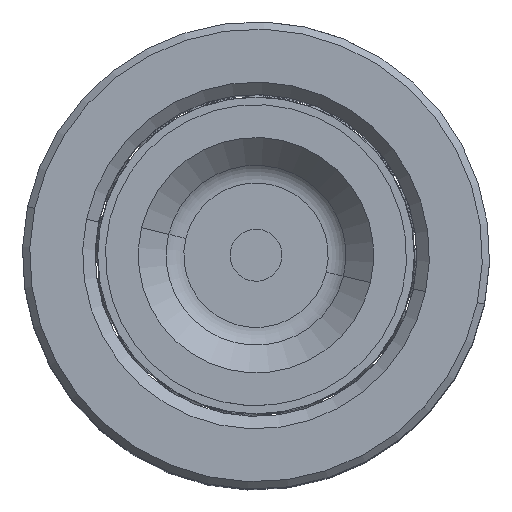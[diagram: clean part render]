
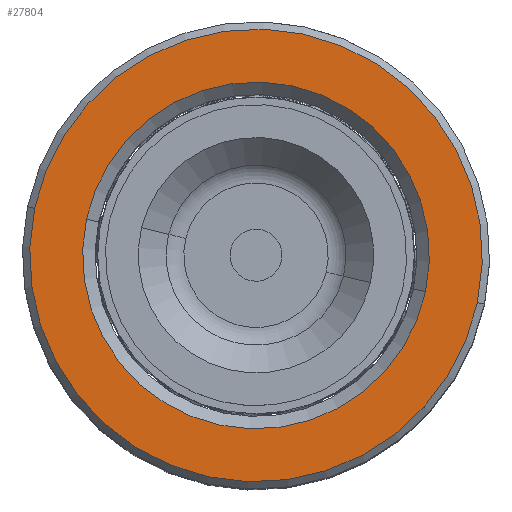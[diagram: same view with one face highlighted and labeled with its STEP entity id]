
A CAD part, top view. The second image highlights one B-rep face of the part: STEP entity #27804.
In plain terms, the highlighted planar face has unit normal (0, 0, 1).
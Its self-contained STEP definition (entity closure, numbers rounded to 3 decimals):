
#2452 = VERTEX_POINT ( 'NONE', #16686 ) ;
#3518 = AXIS2_PLACEMENT_3D ( 'NONE', #31266, #12033, #30802 ) ;
#3575 = CIRCLE ( 'NONE', #15478, 16.7 ) ;
#6297 = FACE_BOUND ( 'NONE', #16114, .T. ) ;
#6875 = PLANE ( 'NONE',  #3518 ) ;
#8081 = DIRECTION ( 'NONE',  ( 0., 0., 1. ) ) ;
#8323 = CARTESIAN_POINT ( 'NONE',  ( -16.7, 0., 60. ) ) ;
#10054 = AXIS2_PLACEMENT_3D ( 'NONE', #22841, #22943, #15309 ) ;
#10254 = AXIS2_PLACEMENT_3D ( 'NONE', #18256, #8081, #16087 ) ;
#10357 = CIRCLE ( 'NONE', #10254, 21.8 ) ;
#10753 = CARTESIAN_POINT ( 'NONE',  ( 0., 0., 60. ) ) ;
#12033 = DIRECTION ( 'NONE',  ( 0., 0., 1. ) ) ;
#13712 = EDGE_CURVE ( 'NONE', #25589, #2452, #10357, .T. ) ;
#13749 = AXIS2_PLACEMENT_3D ( 'NONE', #10753, #26956, #15903 ) ;
#15309 = DIRECTION ( 'NONE',  ( 1., 0., 0. ) ) ;
#15478 = AXIS2_PLACEMENT_3D ( 'NONE', #31438, #16050, #31918 ) ;
#15903 = DIRECTION ( 'NONE',  ( 1., 0., 0. ) ) ;
#16050 = DIRECTION ( 'NONE',  ( 0., 0., -1. ) ) ;
#16087 = DIRECTION ( 'NONE',  ( 1., 0., 0. ) ) ;
#16114 = EDGE_LOOP ( 'NONE', ( #28674, #22772 ) ) ;
#16128 = EDGE_CURVE ( 'NONE', #2452, #25589, #21665, .T. ) ;
#16686 = CARTESIAN_POINT ( 'NONE',  ( 21.8, 0., 60. ) ) ;
#18256 = CARTESIAN_POINT ( 'NONE',  ( 0., 0., 60. ) ) ;
#21119 = EDGE_CURVE ( 'NONE', #28754, #30689, #3575, .T. ) ;
#21665 = CIRCLE ( 'NONE', #10054, 21.8 ) ;
#22772 = ORIENTED_EDGE ( 'NONE', *, *, #21119, .T. ) ;
#22841 = CARTESIAN_POINT ( 'NONE',  ( 0., 0., 60. ) ) ;
#22943 = DIRECTION ( 'NONE',  ( 0., 0., 1. ) ) ;
#24881 = EDGE_CURVE ( 'NONE', #30689, #28754, #31556, .T. ) ;
#24973 = EDGE_LOOP ( 'NONE', ( #29462, #28619 ) ) ;
#25348 = CARTESIAN_POINT ( 'NONE',  ( 16.7, 0., 60. ) ) ;
#25589 = VERTEX_POINT ( 'NONE', #33615 ) ;
#26956 = DIRECTION ( 'NONE',  ( 0., 0., -1. ) ) ;
#27804 = ADVANCED_FACE ( 'NONE', ( #33571, #6297 ), #6875, .T. ) ;
#28619 = ORIENTED_EDGE ( 'NONE', *, *, #16128, .T. ) ;
#28674 = ORIENTED_EDGE ( 'NONE', *, *, #24881, .T. ) ;
#28754 = VERTEX_POINT ( 'NONE', #8323 ) ;
#29462 = ORIENTED_EDGE ( 'NONE', *, *, #13712, .T. ) ;
#30689 = VERTEX_POINT ( 'NONE', #25348 ) ;
#30802 = DIRECTION ( 'NONE',  ( 1., 0., 0. ) ) ;
#31266 = CARTESIAN_POINT ( 'NONE',  ( 0., 0., 60. ) ) ;
#31438 = CARTESIAN_POINT ( 'NONE',  ( 0., 0., 60. ) ) ;
#31556 = CIRCLE ( 'NONE', #13749, 16.7 ) ;
#31918 = DIRECTION ( 'NONE',  ( 1., 0., 0. ) ) ;
#33571 = FACE_OUTER_BOUND ( 'NONE', #24973, .T. ) ;
#33615 = CARTESIAN_POINT ( 'NONE',  ( -21.8, 0., 60. ) ) ;
